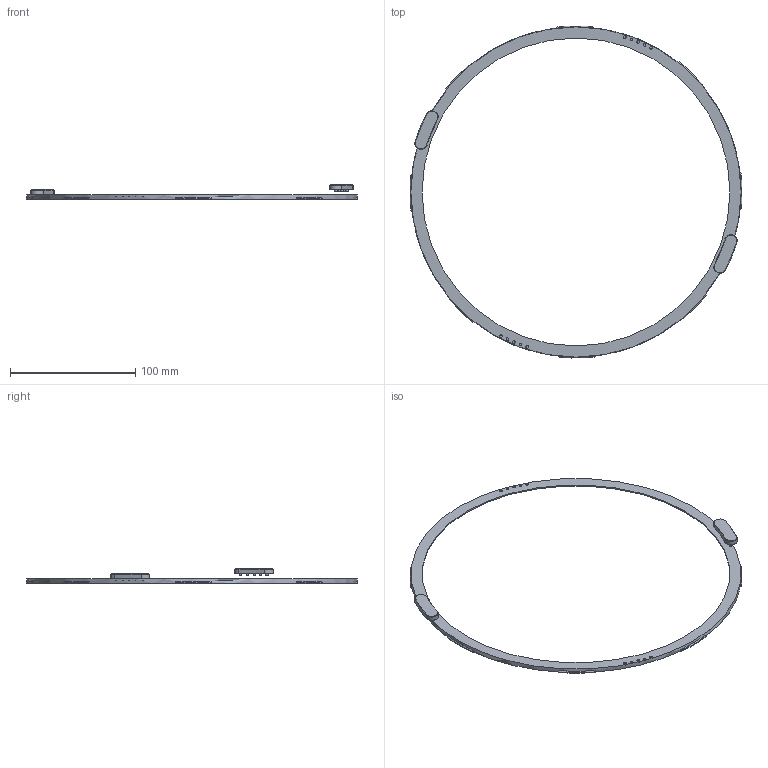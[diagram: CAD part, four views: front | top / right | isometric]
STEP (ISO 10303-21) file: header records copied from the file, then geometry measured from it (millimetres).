
FILE_DESCRIPTION(/* description */ (''),/* implementation_level */ '2;1');
FILE_NAME(/* name */ 'Lid Panel Holder - Easy Turn (by AdamV3D).step',/* time_stamp */ '2024-04-19T20:05:26+02:00',/* author */ (''),/* organization */ (''),/* preprocessor_version */ 'ST-DEVELOPER v20',/* originating_system */ 'Autodesk Translation Framework v12.20.1.177',/* authorisation */ '');
FILE_SCHEMA (('AUTOMOTIVE_DESIGN { 1 0 10303 214 3 1 1 }'));
Length unit declared in the file: millimetre
Products named in the file (2): V3D Window Holder; Gripper
Assembly tree (2 placements, depth 2):
  V3D Window Holder
    Gripper  x2
Bounding box: 264.7 x 264.7 x 11.4 mm (x, y, z)
Volume: 13533.2 mm3; surface area: 22510.1 mm2
Topology: 13 solids, 13 shells, 190 faces, 380 edges, 248 vertices
Faces by surface type: plane 90, cylinder 68, cone 32
Full cylindrical faces by diameter (mm): 1.75 x10, 2 x10, 2.1 x20, 245.45 x1, 252.4 x1, 260.8 x1, 263.278 x1
Entity records: 4195 total; most frequent: DIRECTION 780, CARTESIAN_POINT 689, ORIENTED_EDGE 644, EDGE_CURVE 322, AXIS2_PLACEMENT_3D 303, VERTEX_POINT 212, EDGE_LOOP 180, LINE 174
